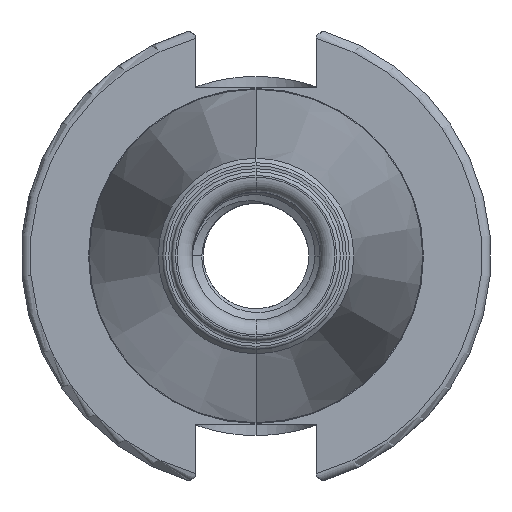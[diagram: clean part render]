
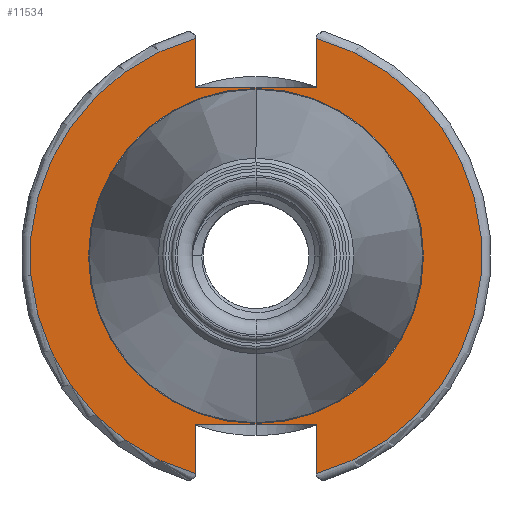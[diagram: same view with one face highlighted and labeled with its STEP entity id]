
A CAD part, left-side view. The second image highlights one B-rep face of the part: STEP entity #11534.
In plain terms, the highlighted planar face has unit normal (-1, 0, 0).
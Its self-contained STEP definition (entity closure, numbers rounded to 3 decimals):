
#23 = CIRCLE ( 'NONE', #12390, 22.398 ) ;
#250 = EDGE_LOOP ( 'NONE', ( #19286, #19278, #19279, #19280, #19229, #19213, #19565, #19212 ) ) ;
#280 = EDGE_LOOP ( 'NONE', ( #19244, #19257 ) ) ;
#1742 = CARTESIAN_POINT ( 'NONE',  ( -5., 22.398, 0. ) ) ;
#1745 = DIRECTION ( 'NONE',  ( 0., 0., -1. ) ) ;
#1756 = DIRECTION ( 'NONE',  ( 1., 0., 0. ) ) ;
#1762 = PLANE ( 'NONE',  #19177 ) ;
#6452 = CARTESIAN_POINT ( 'NONE',  ( -5., 8.075, -31.4 ) ) ;
#6460 = DIRECTION ( 'NONE',  ( 0., 0., 1. ) ) ;
#7017 = CARTESIAN_POINT ( 'NONE',  ( -5., -8.075, 22.5 ) ) ;
#7018 = DIRECTION ( 'NONE',  ( 0., -1., 0. ) ) ;
#7032 = CARTESIAN_POINT ( 'NONE',  ( -5., 0., 0. ) ) ;
#7034 = DIRECTION ( 'NONE',  ( -1., 0., 0. ) ) ;
#7045 = CARTESIAN_POINT ( 'NONE',  ( -5., 8.075, 31.4 ) ) ;
#7056 = DIRECTION ( 'NONE',  ( 0., 0., 1. ) ) ;
#7066 = CARTESIAN_POINT ( 'NONE',  ( -5., -8.075, 31.4 ) ) ;
#7074 = DIRECTION ( 'NONE',  ( 0., 0., -1. ) ) ;
#7081 = DIRECTION ( 'NONE',  ( 0., 0., -1. ) ) ;
#7131 = CARTESIAN_POINT ( 'NONE',  ( -5., 0., 0. ) ) ;
#7133 = CARTESIAN_POINT ( 'NONE',  ( -5., -8.075, -31.4 ) ) ;
#7135 = DIRECTION ( 'NONE',  ( -1., 0., 0. ) ) ;
#7149 = DIRECTION ( 'NONE',  ( 0., 0., 1. ) ) ;
#7152 = DIRECTION ( 'NONE',  ( 0., 0., 1. ) ) ;
#7191 = CARTESIAN_POINT ( 'NONE',  ( -5., 0., 0. ) ) ;
#7192 = DIRECTION ( 'NONE',  ( -1., 0., 0. ) ) ;
#7195 = DIRECTION ( 'NONE',  ( 0., 0., 1. ) ) ;
#7216 = DIRECTION ( 'NONE',  ( 0., -1., 0. ) ) ;
#7233 = CARTESIAN_POINT ( 'NONE',  ( -5., -8.075, -22.5 ) ) ;
#8490 = LINE ( 'NONE', #7017, #8506 ) ;
#8506 = VECTOR ( 'NONE', #7018, 1000. ) ;
#8529 = CIRCLE ( 'NONE', #12428, 30.2 ) ;
#8532 = LINE ( 'NONE', #7233, #8567 ) ;
#8535 = CIRCLE ( 'NONE', #12422, 30.2 ) ;
#8538 = LINE ( 'NONE', #7066, #8571 ) ;
#8545 = LINE ( 'NONE', #7133, #8573 ) ;
#8549 = VECTOR ( 'NONE', #7081, 1000. ) ;
#8560 = LINE ( 'NONE', #6452, #8631 ) ;
#8567 = VECTOR ( 'NONE', #7216, 1000. ) ;
#8571 = VECTOR ( 'NONE', #7074, 1000. ) ;
#8573 = VECTOR ( 'NONE', #7149, 1000. ) ;
#8579 = LINE ( 'NONE', #7045, #8549 ) ;
#8585 = CIRCLE ( 'NONE', #12450, 22.398 ) ;
#8631 = VECTOR ( 'NONE', #6460, 1000. ) ;
#9317 = CARTESIAN_POINT ( 'NONE',  ( -5., 8.075, 29.1 ) ) ;
#9383 = CARTESIAN_POINT ( 'NONE',  ( -5., 8.075, 22.5 ) ) ;
#9386 = CARTESIAN_POINT ( 'NONE',  ( -5., 8.075, -29.1 ) ) ;
#9400 = CARTESIAN_POINT ( 'NONE',  ( -5., -8.075, -22.5 ) ) ;
#9407 = CARTESIAN_POINT ( 'NONE',  ( -5., 8.075, -22.5 ) ) ;
#9414 = CARTESIAN_POINT ( 'NONE',  ( -5., -8.075, -29.1 ) ) ;
#9416 = CARTESIAN_POINT ( 'NONE',  ( -5., -8.075, 22.5 ) ) ;
#9430 = CARTESIAN_POINT ( 'NONE',  ( -5., -8.075, 29.1 ) ) ;
#11534 = ADVANCED_FACE ( 'NONE', ( #14313, #14300 ), #1762, .F. ) ;
#12056 = CARTESIAN_POINT ( 'NONE',  ( -5., 0., 22.398 ) ) ;
#12112 = CARTESIAN_POINT ( 'NONE',  ( -5., 0., -22.398 ) ) ;
#12390 = AXIS2_PLACEMENT_3D ( 'NONE', #15240, #15195, #15210 ) ;
#12422 = AXIS2_PLACEMENT_3D ( 'NONE', #7131, #7135, #7152 ) ;
#12428 = AXIS2_PLACEMENT_3D ( 'NONE', #7032, #7034, #7056 ) ;
#12450 = AXIS2_PLACEMENT_3D ( 'NONE', #7191, #7192, #7195 ) ;
#12655 = VERTEX_POINT ( 'NONE', #9317 ) ;
#12673 = VERTEX_POINT ( 'NONE', #9407 ) ;
#12676 = VERTEX_POINT ( 'NONE', #9383 ) ;
#12685 = VERTEX_POINT ( 'NONE', #9386 ) ;
#12697 = VERTEX_POINT ( 'NONE', #9416 ) ;
#12704 = VERTEX_POINT ( 'NONE', #9414 ) ;
#12720 = VERTEX_POINT ( 'NONE', #9430 ) ;
#12721 = VERTEX_POINT ( 'NONE', #9400 ) ;
#12818 = VERTEX_POINT ( 'NONE', #12056 ) ;
#12871 = VERTEX_POINT ( 'NONE', #12112 ) ;
#14300 = FACE_BOUND ( 'NONE', #280, .T. ) ;
#14313 = FACE_OUTER_BOUND ( 'NONE', #250, .T. ) ;
#15195 = DIRECTION ( 'NONE',  ( -1., 0., 0. ) ) ;
#15210 = DIRECTION ( 'NONE',  ( 0., 0., 1. ) ) ;
#15240 = CARTESIAN_POINT ( 'NONE',  ( -5., 0., 0. ) ) ;
#15572 = EDGE_CURVE ( 'NONE', #12871, #12818, #23, .T. ) ;
#18812 = EDGE_CURVE ( 'NONE', #12676, #12697, #8490, .T. ) ;
#18817 = EDGE_CURVE ( 'NONE', #12704, #12720, #8529, .T. ) ;
#18820 = EDGE_CURVE ( 'NONE', #12655, #12676, #8579, .T. ) ;
#18826 = EDGE_CURVE ( 'NONE', #12720, #12697, #8538, .T. ) ;
#18832 = EDGE_CURVE ( 'NONE', #12655, #12685, #8535, .T. ) ;
#18836 = EDGE_CURVE ( 'NONE', #12704, #12721, #8545, .T. ) ;
#18852 = EDGE_CURVE ( 'NONE', #12818, #12871, #8585, .T. ) ;
#18857 = EDGE_CURVE ( 'NONE', #12673, #12721, #8532, .T. ) ;
#18878 = EDGE_CURVE ( 'NONE', #12685, #12673, #8560, .T. ) ;
#19177 = AXIS2_PLACEMENT_3D ( 'NONE', #1742, #1756, #1745 ) ;
#19212 = ORIENTED_EDGE ( 'NONE', *, *, #18820, .F. ) ;
#19213 = ORIENTED_EDGE ( 'NONE', *, *, #18826, .T. ) ;
#19229 = ORIENTED_EDGE ( 'NONE', *, *, #18817, .T. ) ;
#19244 = ORIENTED_EDGE ( 'NONE', *, *, #18852, .F. ) ;
#19257 = ORIENTED_EDGE ( 'NONE', *, *, #15572, .F. ) ;
#19278 = ORIENTED_EDGE ( 'NONE', *, *, #18878, .T. ) ;
#19279 = ORIENTED_EDGE ( 'NONE', *, *, #18857, .T. ) ;
#19280 = ORIENTED_EDGE ( 'NONE', *, *, #18836, .F. ) ;
#19286 = ORIENTED_EDGE ( 'NONE', *, *, #18832, .T. ) ;
#19565 = ORIENTED_EDGE ( 'NONE', *, *, #18812, .F. ) ;
